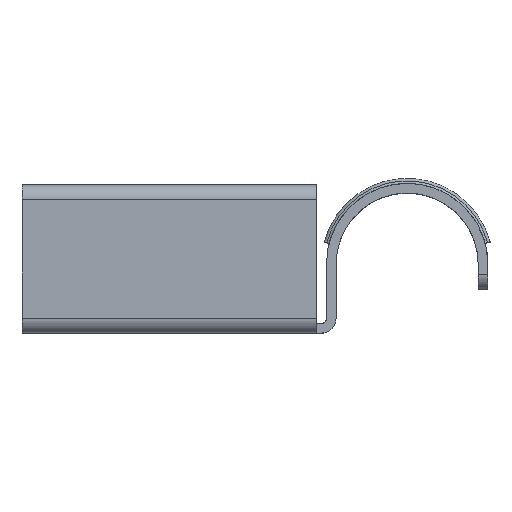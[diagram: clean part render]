
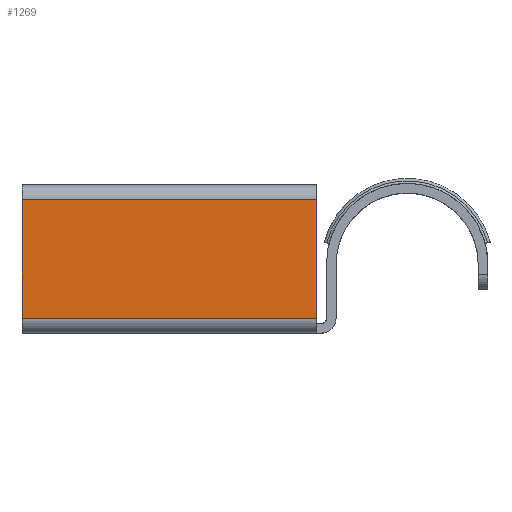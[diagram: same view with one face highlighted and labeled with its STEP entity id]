
A CAD part, top view. The second image highlights one B-rep face of the part: STEP entity #1269.
In plain terms, the highlighted planar face has unit normal (0, 0, 1).
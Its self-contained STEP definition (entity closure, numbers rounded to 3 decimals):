
#1269 = ADVANCED_FACE('',(#1270),#1284,.F.);
#1270 = FACE_BOUND('',#1271,.T.);
#1271 = EDGE_LOOP('',(#1272,#1307,#1335,#1363));
#1272 = ORIENTED_EDGE('',*,*,#1273,.T.);
#1273 = EDGE_CURVE('',#1274,#1276,#1278,.T.);
#1274 = VERTEX_POINT('',#1275);
#1275 = CARTESIAN_POINT('',(0.,26.3,20.));
#1276 = VERTEX_POINT('',#1277);
#1277 = CARTESIAN_POINT('',(0.,2.9,20.));
#1278 = SURFACE_CURVE('',#1279,(#1283,#1295),.PCURVE_S1.);
#1279 = LINE('',#1280,#1281);
#1280 = CARTESIAN_POINT('',(0.,26.3,20.));
#1281 = VECTOR('',#1282,1.);
#1282 = DIRECTION('',(0.,-1.,0.));
#1283 = PCURVE('',#1284,#1289);
#1284 = PLANE('',#1285);
#1285 = AXIS2_PLACEMENT_3D('',#1286,#1287,#1288);
#1286 = CARTESIAN_POINT('',(58.,26.3,20.));
#1287 = DIRECTION('',(0.,0.,-1.));
#1288 = DIRECTION('',(-1.,0.,0.));
#1289 = DEFINITIONAL_REPRESENTATION('',(#1290),#1294);
#1290 = LINE('',#1291,#1292);
#1291 = CARTESIAN_POINT('',(58.,0.));
#1292 = VECTOR('',#1293,1.);
#1293 = DIRECTION('',(0.,-1.));
#1294 = ( GEOMETRIC_REPRESENTATION_CONTEXT(2) 
PARAMETRIC_REPRESENTATION_CONTEXT() REPRESENTATION_CONTEXT('2D SPACE',''
  ) );
#1295 = PCURVE('',#1296,#1301);
#1296 = PLANE('',#1297);
#1297 = AXIS2_PLACEMENT_3D('',#1298,#1299,#1300);
#1298 = CARTESIAN_POINT('',(0.,2.9,17.1));
#1299 = DIRECTION('',(1.,0.,0.));
#1300 = DIRECTION('',(0.,0.,-1.));
#1301 = DEFINITIONAL_REPRESENTATION('',(#1302),#1306);
#1302 = LINE('',#1303,#1304);
#1303 = CARTESIAN_POINT('',(-2.9,23.4));
#1304 = VECTOR('',#1305,1.);
#1305 = DIRECTION('',(0.,-1.));
#1306 = ( GEOMETRIC_REPRESENTATION_CONTEXT(2) 
PARAMETRIC_REPRESENTATION_CONTEXT() REPRESENTATION_CONTEXT('2D SPACE',''
  ) );
#1307 = ORIENTED_EDGE('',*,*,#1308,.F.);
#1308 = EDGE_CURVE('',#1309,#1276,#1311,.T.);
#1309 = VERTEX_POINT('',#1310);
#1310 = CARTESIAN_POINT('',(58.,2.9,20.));
#1311 = SURFACE_CURVE('',#1312,(#1316,#1323),.PCURVE_S1.);
#1312 = LINE('',#1313,#1314);
#1313 = CARTESIAN_POINT('',(58.,2.9,20.));
#1314 = VECTOR('',#1315,1.);
#1315 = DIRECTION('',(-1.,0.,0.));
#1316 = PCURVE('',#1284,#1317);
#1317 = DEFINITIONAL_REPRESENTATION('',(#1318),#1322);
#1318 = LINE('',#1319,#1320);
#1319 = CARTESIAN_POINT('',(0.,-23.4));
#1320 = VECTOR('',#1321,1.);
#1321 = DIRECTION('',(1.,0.));
#1322 = ( GEOMETRIC_REPRESENTATION_CONTEXT(2) 
PARAMETRIC_REPRESENTATION_CONTEXT() REPRESENTATION_CONTEXT('2D SPACE',''
  ) );
#1323 = PCURVE('',#1324,#1329);
#1324 = CYLINDRICAL_SURFACE('',#1325,2.9);
#1325 = AXIS2_PLACEMENT_3D('',#1326,#1327,#1328);
#1326 = CARTESIAN_POINT('',(58.,2.9,17.1));
#1327 = DIRECTION('',(-1.,0.,0.));
#1328 = DIRECTION('',(0.,0.,1.));
#1329 = DEFINITIONAL_REPRESENTATION('',(#1330),#1334);
#1330 = LINE('',#1331,#1332);
#1331 = CARTESIAN_POINT('',(6.283,0.));
#1332 = VECTOR('',#1333,1.);
#1333 = DIRECTION('',(0.,1.));
#1334 = ( GEOMETRIC_REPRESENTATION_CONTEXT(2) 
PARAMETRIC_REPRESENTATION_CONTEXT() REPRESENTATION_CONTEXT('2D SPACE',''
  ) );
#1335 = ORIENTED_EDGE('',*,*,#1336,.F.);
#1336 = EDGE_CURVE('',#1337,#1309,#1339,.T.);
#1337 = VERTEX_POINT('',#1338);
#1338 = CARTESIAN_POINT('',(58.,26.3,20.));
#1339 = SURFACE_CURVE('',#1340,(#1344,#1351),.PCURVE_S1.);
#1340 = LINE('',#1341,#1342);
#1341 = CARTESIAN_POINT('',(58.,26.3,20.));
#1342 = VECTOR('',#1343,1.);
#1343 = DIRECTION('',(0.,-1.,0.));
#1344 = PCURVE('',#1284,#1345);
#1345 = DEFINITIONAL_REPRESENTATION('',(#1346),#1350);
#1346 = LINE('',#1347,#1348);
#1347 = CARTESIAN_POINT('',(0.,0.));
#1348 = VECTOR('',#1349,1.);
#1349 = DIRECTION('',(0.,-1.));
#1350 = ( GEOMETRIC_REPRESENTATION_CONTEXT(2) 
PARAMETRIC_REPRESENTATION_CONTEXT() REPRESENTATION_CONTEXT('2D SPACE',''
  ) );
#1351 = PCURVE('',#1352,#1357);
#1352 = PLANE('',#1353);
#1353 = AXIS2_PLACEMENT_3D('',#1354,#1355,#1356);
#1354 = CARTESIAN_POINT('',(58.,2.9,17.1));
#1355 = DIRECTION('',(1.,0.,0.));
#1356 = DIRECTION('',(0.,0.,-1.));
#1357 = DEFINITIONAL_REPRESENTATION('',(#1358),#1362);
#1358 = LINE('',#1359,#1360);
#1359 = CARTESIAN_POINT('',(-2.9,23.4));
#1360 = VECTOR('',#1361,1.);
#1361 = DIRECTION('',(0.,-1.));
#1362 = ( GEOMETRIC_REPRESENTATION_CONTEXT(2) 
PARAMETRIC_REPRESENTATION_CONTEXT() REPRESENTATION_CONTEXT('2D SPACE',''
  ) );
#1363 = ORIENTED_EDGE('',*,*,#1364,.T.);
#1364 = EDGE_CURVE('',#1337,#1274,#1365,.T.);
#1365 = SURFACE_CURVE('',#1366,(#1370,#1377),.PCURVE_S1.);
#1366 = LINE('',#1367,#1368);
#1367 = CARTESIAN_POINT('',(58.,26.3,20.));
#1368 = VECTOR('',#1369,1.);
#1369 = DIRECTION('',(-1.,0.,0.));
#1370 = PCURVE('',#1284,#1371);
#1371 = DEFINITIONAL_REPRESENTATION('',(#1372),#1376);
#1372 = LINE('',#1373,#1374);
#1373 = CARTESIAN_POINT('',(0.,0.));
#1374 = VECTOR('',#1375,1.);
#1375 = DIRECTION('',(1.,0.));
#1376 = ( GEOMETRIC_REPRESENTATION_CONTEXT(2) 
PARAMETRIC_REPRESENTATION_CONTEXT() REPRESENTATION_CONTEXT('2D SPACE',''
  ) );
#1377 = PCURVE('',#1378,#1383);
#1378 = CYLINDRICAL_SURFACE('',#1379,2.9);
#1379 = AXIS2_PLACEMENT_3D('',#1380,#1381,#1382);
#1380 = CARTESIAN_POINT('',(58.,26.3,17.1));
#1381 = DIRECTION('',(-1.,0.,0.));
#1382 = DIRECTION('',(0.,0.,1.));
#1383 = DEFINITIONAL_REPRESENTATION('',(#1384),#1388);
#1384 = LINE('',#1385,#1386);
#1385 = CARTESIAN_POINT('',(0.,0.));
#1386 = VECTOR('',#1387,1.);
#1387 = DIRECTION('',(0.,1.));
#1388 = ( GEOMETRIC_REPRESENTATION_CONTEXT(2) 
PARAMETRIC_REPRESENTATION_CONTEXT() REPRESENTATION_CONTEXT('2D SPACE',''
  ) );
